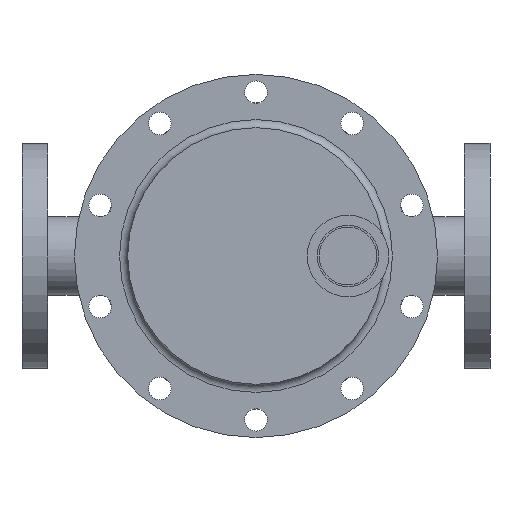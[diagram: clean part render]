
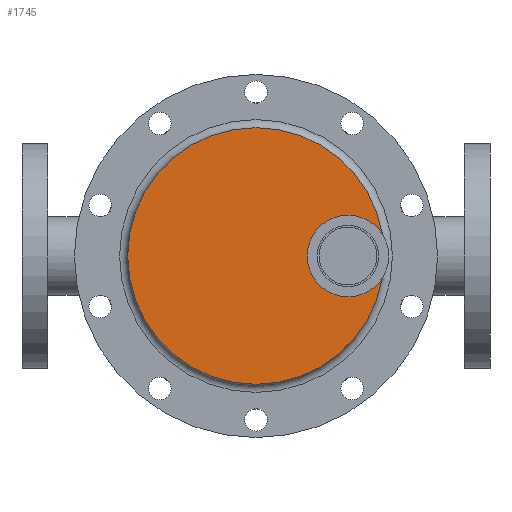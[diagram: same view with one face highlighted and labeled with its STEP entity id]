
A CAD part, left-side view. The second image highlights one B-rep face of the part: STEP entity #1745.
In plain terms, the highlighted planar face has unit normal (-1, 0, 0).
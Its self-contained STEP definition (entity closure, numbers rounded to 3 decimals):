
#123=FACE_BOUND('',#442,.T.);
#161=PLANE('',#2002);
#255=FACE_OUTER_BOUND('',#441,.T.);
#441=EDGE_LOOP('',(#1544));
#442=EDGE_LOOP('',(#1545));
#752=CIRCLE('',#2001,19.05);
#753=CIRCLE('',#2003,79.5);
#902=VERTEX_POINT('',#3282);
#903=VERTEX_POINT('',#3286);
#1123=EDGE_CURVE('',#902,#902,#752,.T.);
#1125=EDGE_CURVE('',#903,#903,#753,.T.);
#1544=ORIENTED_EDGE('',*,*,#1125,.T.);
#1545=ORIENTED_EDGE('',*,*,#1123,.T.);
#1745=ADVANCED_FACE('',(#255,#123),#161,.T.);
#2001=AXIS2_PLACEMENT_3D('',#3283,#2537,#2538);
#2002=AXIS2_PLACEMENT_3D('',#3285,#2540,#2541);
#2003=AXIS2_PLACEMENT_3D('',#3287,#2542,#2543);
#2537=DIRECTION('center_axis',(1.,0.,0.));
#2538=DIRECTION('ref_axis',(0.,-1.,0.));
#2540=DIRECTION('center_axis',(-1.,0.,0.));
#2541=DIRECTION('ref_axis',(0.,0.,1.));
#2542=DIRECTION('center_axis',(-1.,0.,0.));
#2543=DIRECTION('ref_axis',(0.,0.,1.));
#3282=CARTESIAN_POINT('',(-1036.,-37.95,0.));
#3283=CARTESIAN_POINT('Origin',(-1036.,-57.,0.));
#3285=CARTESIAN_POINT('Origin',(-1036.,0.,0.));
#3286=CARTESIAN_POINT('',(-1036.,-79.5,0.));
#3287=CARTESIAN_POINT('Origin',(-1036.,0.,0.));
